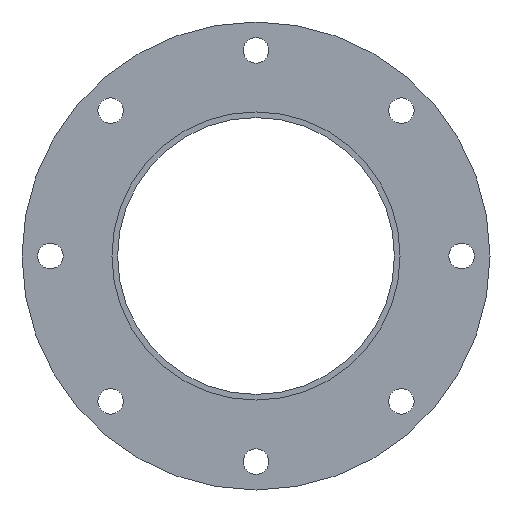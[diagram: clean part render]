
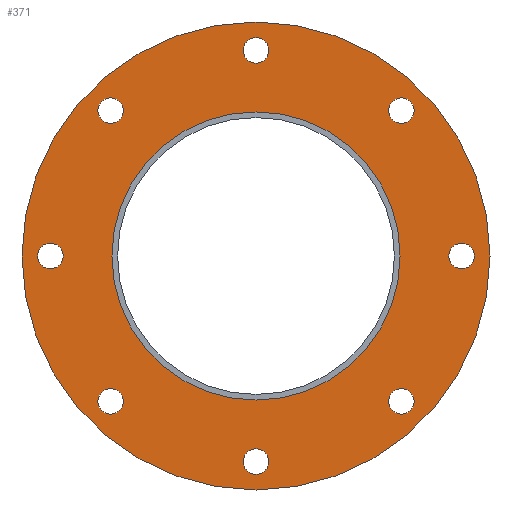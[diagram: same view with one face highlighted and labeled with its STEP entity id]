
A CAD part, left-side view. The second image highlights one B-rep face of the part: STEP entity #371.
In plain terms, the highlighted planar face has unit normal (-1, 0, 0).
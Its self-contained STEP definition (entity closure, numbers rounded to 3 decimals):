
#15=FACE_BOUND('',#64,.T.);
#16=FACE_BOUND('',#65,.T.);
#17=FACE_BOUND('',#66,.T.);
#18=FACE_BOUND('',#67,.T.);
#19=FACE_BOUND('',#68,.T.);
#20=FACE_BOUND('',#69,.T.);
#21=FACE_BOUND('',#70,.T.);
#22=FACE_BOUND('',#71,.T.);
#23=FACE_BOUND('',#72,.T.);
#35=PLANE('',#431);
#47=FACE_OUTER_BOUND('',#63,.T.);
#63=EDGE_LOOP('',(#287,#288));
#64=EDGE_LOOP('',(#289));
#65=EDGE_LOOP('',(#290));
#66=EDGE_LOOP('',(#291));
#67=EDGE_LOOP('',(#292));
#68=EDGE_LOOP('',(#293));
#69=EDGE_LOOP('',(#294));
#70=EDGE_LOOP('',(#295));
#71=EDGE_LOOP('',(#296));
#72=EDGE_LOOP('',(#297,#298));
#117=CIRCLE('',#402,4.5);
#120=CIRCLE('',#406,4.5);
#123=CIRCLE('',#410,4.5);
#126=CIRCLE('',#414,4.5);
#129=CIRCLE('',#418,4.5);
#132=CIRCLE('',#422,4.5);
#135=CIRCLE('',#426,4.5);
#138=CIRCLE('',#430,4.5);
#139=CIRCLE('',#432,82.5);
#140=CIRCLE('',#433,82.5);
#141=CIRCLE('',#434,50.8);
#142=CIRCLE('',#435,50.8);
#157=VERTEX_POINT('',#587);
#160=VERTEX_POINT('',#595);
#163=VERTEX_POINT('',#603);
#166=VERTEX_POINT('',#611);
#169=VERTEX_POINT('',#619);
#172=VERTEX_POINT('',#627);
#175=VERTEX_POINT('',#635);
#178=VERTEX_POINT('',#643);
#179=VERTEX_POINT('',#647);
#180=VERTEX_POINT('',#648);
#181=VERTEX_POINT('',#651);
#182=VERTEX_POINT('',#652);
#198=EDGE_CURVE('',#157,#157,#117,.T.);
#202=EDGE_CURVE('',#160,#160,#120,.T.);
#206=EDGE_CURVE('',#163,#163,#123,.T.);
#210=EDGE_CURVE('',#166,#166,#126,.T.);
#214=EDGE_CURVE('',#169,#169,#129,.T.);
#218=EDGE_CURVE('',#172,#172,#132,.T.);
#222=EDGE_CURVE('',#175,#175,#135,.T.);
#226=EDGE_CURVE('',#178,#178,#138,.T.);
#227=EDGE_CURVE('',#179,#180,#139,.T.);
#228=EDGE_CURVE('',#180,#179,#140,.T.);
#229=EDGE_CURVE('',#181,#182,#141,.T.);
#230=EDGE_CURVE('',#182,#181,#142,.T.);
#287=ORIENTED_EDGE('',*,*,#227,.T.);
#288=ORIENTED_EDGE('',*,*,#228,.T.);
#289=ORIENTED_EDGE('',*,*,#198,.T.);
#290=ORIENTED_EDGE('',*,*,#202,.T.);
#291=ORIENTED_EDGE('',*,*,#206,.T.);
#292=ORIENTED_EDGE('',*,*,#210,.T.);
#293=ORIENTED_EDGE('',*,*,#214,.T.);
#294=ORIENTED_EDGE('',*,*,#218,.T.);
#295=ORIENTED_EDGE('',*,*,#222,.T.);
#296=ORIENTED_EDGE('',*,*,#226,.T.);
#297=ORIENTED_EDGE('',*,*,#229,.F.);
#298=ORIENTED_EDGE('',*,*,#230,.F.);
#371=ADVANCED_FACE('',(#47,#15,#16,#17,#18,#19,#20,#21,#22,#23),#35,.T.);
#402=AXIS2_PLACEMENT_3D('',#589,#464,#465);
#406=AXIS2_PLACEMENT_3D('',#597,#473,#474);
#410=AXIS2_PLACEMENT_3D('',#605,#482,#483);
#414=AXIS2_PLACEMENT_3D('',#613,#491,#492);
#418=AXIS2_PLACEMENT_3D('',#621,#500,#501);
#422=AXIS2_PLACEMENT_3D('',#629,#509,#510);
#426=AXIS2_PLACEMENT_3D('',#637,#518,#519);
#430=AXIS2_PLACEMENT_3D('',#645,#527,#528);
#431=AXIS2_PLACEMENT_3D('',#646,#529,#530);
#432=AXIS2_PLACEMENT_3D('',#649,#531,#532);
#433=AXIS2_PLACEMENT_3D('',#650,#533,#534);
#434=AXIS2_PLACEMENT_3D('',#653,#535,#536);
#435=AXIS2_PLACEMENT_3D('',#654,#537,#538);
#464=DIRECTION('center_axis',(1.,0.,0.));
#465=DIRECTION('ref_axis',(0.,0.707,-0.707));
#473=DIRECTION('center_axis',(1.,0.,0.));
#474=DIRECTION('ref_axis',(0.,1.,0.));
#482=DIRECTION('center_axis',(1.,0.,0.));
#483=DIRECTION('ref_axis',(0.,0.707,0.707));
#491=DIRECTION('center_axis',(1.,0.,0.));
#492=DIRECTION('ref_axis',(0.,0.,1.));
#500=DIRECTION('center_axis',(1.,0.,0.));
#501=DIRECTION('ref_axis',(0.,-0.707,0.707));
#509=DIRECTION('center_axis',(1.,0.,0.));
#510=DIRECTION('ref_axis',(0.,-1.,0.));
#518=DIRECTION('center_axis',(1.,0.,0.));
#519=DIRECTION('ref_axis',(0.,-0.707,-0.707));
#527=DIRECTION('center_axis',(1.,0.,0.));
#528=DIRECTION('ref_axis',(0.,0.,-1.));
#529=DIRECTION('center_axis',(-1.,0.,0.));
#530=DIRECTION('ref_axis',(0.,0.,1.));
#531=DIRECTION('center_axis',(-1.,0.,0.));
#532=DIRECTION('ref_axis',(0.,0.,1.));
#533=DIRECTION('center_axis',(-1.,0.,0.));
#534=DIRECTION('ref_axis',(0.,0.,1.));
#535=DIRECTION('center_axis',(-1.,0.,0.));
#536=DIRECTION('ref_axis',(0.,0.,1.));
#537=DIRECTION('center_axis',(-1.,0.,0.));
#538=DIRECTION('ref_axis',(0.,0.,1.));
#587=CARTESIAN_POINT('',(-12.,-54.447,54.447));
#589=CARTESIAN_POINT('Origin',(-12.,-51.265,51.265));
#595=CARTESIAN_POINT('',(-12.,-77.,0.));
#597=CARTESIAN_POINT('Origin',(-12.,-72.5,0.));
#603=CARTESIAN_POINT('',(-12.,-54.447,-54.447));
#605=CARTESIAN_POINT('Origin',(-12.,-51.265,-51.265));
#611=CARTESIAN_POINT('',(-12.,0.,-77.));
#613=CARTESIAN_POINT('Origin',(-12.,0.,-72.5));
#619=CARTESIAN_POINT('',(-12.,54.447,-54.447));
#621=CARTESIAN_POINT('Origin',(-12.,51.265,-51.265));
#627=CARTESIAN_POINT('',(-12.,77.,0.));
#629=CARTESIAN_POINT('Origin',(-12.,72.5,0.));
#635=CARTESIAN_POINT('',(-12.,54.447,54.447));
#637=CARTESIAN_POINT('Origin',(-12.,51.265,51.265));
#643=CARTESIAN_POINT('',(-12.,0.,77.));
#645=CARTESIAN_POINT('Origin',(-12.,0.,72.5));
#646=CARTESIAN_POINT('Origin',(-12.,0.,50.8));
#647=CARTESIAN_POINT('',(-12.,0.,82.5));
#648=CARTESIAN_POINT('',(-12.,0.,-82.5));
#649=CARTESIAN_POINT('Origin',(-12.,0.,0.));
#650=CARTESIAN_POINT('Origin',(-12.,0.,0.));
#651=CARTESIAN_POINT('',(-12.,0.,50.8));
#652=CARTESIAN_POINT('',(-12.,0.,-50.8));
#653=CARTESIAN_POINT('Origin',(-12.,0.,0.));
#654=CARTESIAN_POINT('Origin',(-12.,0.,0.));
